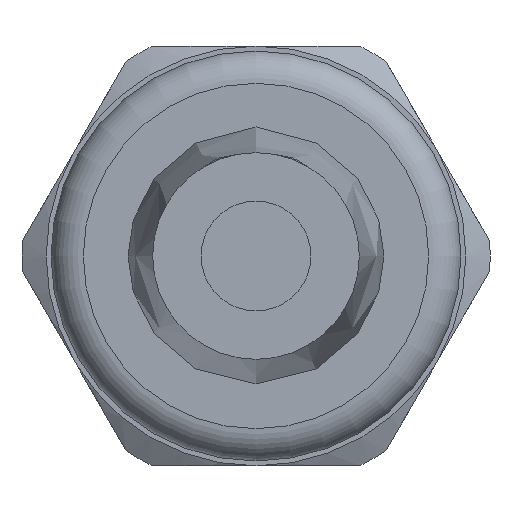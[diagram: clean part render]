
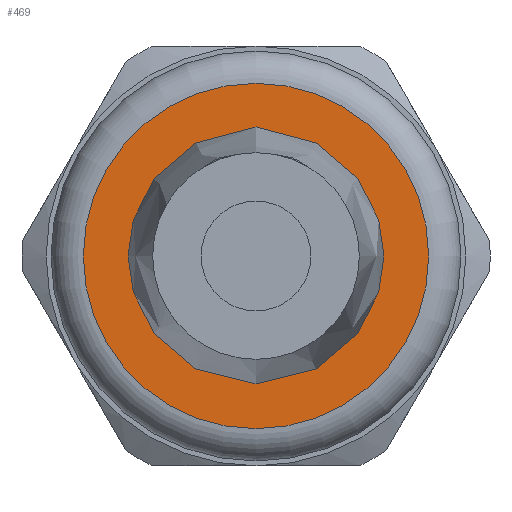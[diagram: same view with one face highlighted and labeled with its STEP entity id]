
A CAD part, front view. The second image highlights one B-rep face of the part: STEP entity #469.
In plain terms, the highlighted planar face has unit normal (0, -1, 0).
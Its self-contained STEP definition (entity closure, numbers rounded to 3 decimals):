
#108 = EDGE_CURVE ( 'NONE', #1775, #1775, #302, .T. ) ;
#119 = ORIENTED_EDGE ( 'NONE', *, *, #1820, .F. ) ;
#184 = FACE_BOUND ( 'NONE', #1752, .T. ) ;
#268 = CARTESIAN_POINT ( 'NONE',  ( 0., -21.8, 0. ) ) ;
#279 = CARTESIAN_POINT ( 'NONE',  ( 0., -21.8, 0. ) ) ;
#302 = CIRCLE ( 'NONE', #1400, 5.35 ) ;
#445 = DIRECTION ( 'NONE',  ( 0., 0., -1. ) ) ;
#469 = ADVANCED_FACE ( 'NONE', ( #184, #1941 ), #1928, .T. ) ;
#545 = DIRECTION ( 'NONE',  ( 1., 0., 0. ) ) ;
#869 = CARTESIAN_POINT ( 'NONE',  ( 0., -21.8, -2.5 ) ) ;
#902 = CARTESIAN_POINT ( 'NONE',  ( -5.35, -21.8, 0. ) ) ;
#1124 = VERTEX_POINT ( 'NONE', #1246 ) ;
#1179 = AXIS2_PLACEMENT_3D ( 'NONE', #279, #1440, #445 ) ;
#1246 = CARTESIAN_POINT ( 'NONE',  ( 0., -21.8, -3.5 ) ) ;
#1268 = DIRECTION ( 'NONE',  ( -1., 0., 0. ) ) ;
#1287 = EDGE_LOOP ( 'NONE', ( #1422 ) ) ;
#1400 = AXIS2_PLACEMENT_3D ( 'NONE', #268, #1921, #1268 ) ;
#1422 = ORIENTED_EDGE ( 'NONE', *, *, #108, .F. ) ;
#1440 = DIRECTION ( 'NONE',  ( 0., -1., 0. ) ) ;
#1542 = DIRECTION ( 'NONE',  ( 0., -1., 0. ) ) ;
#1611 = AXIS2_PLACEMENT_3D ( 'NONE', #869, #1542, #545 ) ;
#1679 = CIRCLE ( 'NONE', #1179, 3.5 ) ;
#1752 = EDGE_LOOP ( 'NONE', ( #119 ) ) ;
#1775 = VERTEX_POINT ( 'NONE', #902 ) ;
#1820 = EDGE_CURVE ( 'NONE', #1124, #1124, #1679, .T. ) ;
#1921 = DIRECTION ( 'NONE',  ( 0., 1., 0. ) ) ;
#1928 = PLANE ( 'NONE',  #1611 ) ;
#1941 = FACE_OUTER_BOUND ( 'NONE', #1287, .T. ) ;
